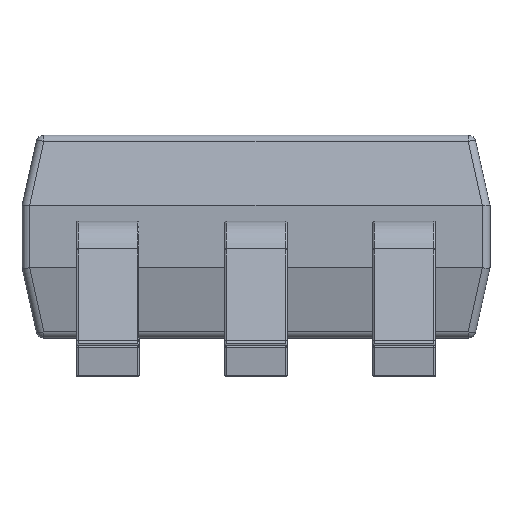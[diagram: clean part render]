
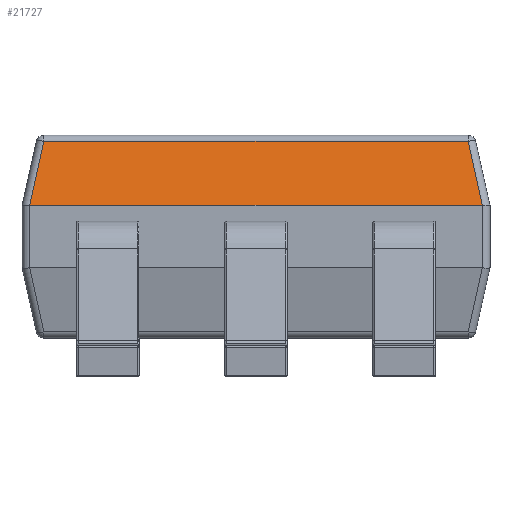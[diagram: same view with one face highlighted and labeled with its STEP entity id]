
A CAD part, left-side view. The second image highlights one B-rep face of the part: STEP entity #21727.
In plain terms, the highlighted planar face has unit normal (-0.976, 0, 0.217).
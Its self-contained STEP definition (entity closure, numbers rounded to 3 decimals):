
#94 = ORIENTED_EDGE ( 'NONE', *, *, #16349, .T. ) ;
#1321 = CARTESIAN_POINT ( 'NONE',  ( -0.8, -1.451, 0.95 ) ) ;
#3524 = VERTEX_POINT ( 'NONE', #13465 ) ;
#4627 = CARTESIAN_POINT ( 'NONE',  ( -0.8, -1.45, 0.95 ) ) ;
#5607 = VERTEX_POINT ( 'NONE', #23768 ) ;
#6125 = LINE ( 'NONE', #9047, #11558 ) ;
#6567 = CARTESIAN_POINT ( 'NONE',  ( -0.8, 1.45, 0.95 ) ) ;
#6804 = EDGE_CURVE ( 'NONE', #27959, #24801, #10622, .T. ) ;
#6839 = VECTOR ( 'NONE', #33465, 1000. ) ;
#7176 = EDGE_LOOP ( 'NONE', ( #15519, #19637, #25353, #19702, #32231, #94 ) ) ;
#8106 = EDGE_CURVE ( 'NONE', #10117, #5607, #31281, .T. ) ;
#8273 = CARTESIAN_POINT ( 'NONE',  ( -0.7, 0., 1.4 ) ) ;
#9047 = CARTESIAN_POINT ( 'NONE',  ( -0.709, 0., 1.361 ) ) ;
#10042 = VECTOR ( 'NONE', #12752, 1000. ) ;
#10117 = VERTEX_POINT ( 'NONE', #28320 ) ;
#10122 = VECTOR ( 'NONE', #23690, 1000. ) ;
#10356 = FACE_OUTER_BOUND ( 'NONE', #7176, .T. ) ;
#10622 = LINE ( 'NONE', #23868, #10122 ) ;
#11558 = VECTOR ( 'NONE', #30540, 1000. ) ;
#12053 =( BOUNDED_CURVE ( )  B_SPLINE_CURVE ( 3, ( #4627, #31130, #1321, #15185 ),
 .UNSPECIFIED., .F., .F. ) 
 B_SPLINE_CURVE_WITH_KNOTS ( ( 4, 4 ),
 ( 0., 0.024 ),
 .UNSPECIFIED. ) 
 CURVE ( )  GEOMETRIC_REPRESENTATION_ITEM ( )  RATIONAL_B_SPLINE_CURVE ( ( 1., 1., 1., 1. ) ) 
 REPRESENTATION_ITEM ( '' )  );
#12311 = CARTESIAN_POINT ( 'NONE',  ( -0.8, -1.45, 0.95 ) ) ;
#12348 = CARTESIAN_POINT ( 'NONE',  ( -0.639, 1.29, 1.673 ) ) ;
#12567 = CARTESIAN_POINT ( 'NONE',  ( -0.639, -1.29, 1.673 ) ) ;
#12752 = DIRECTION ( 'NONE',  ( 0.212, 0.212, 0.954 ) ) ;
#13428 = EDGE_CURVE ( 'NONE', #27959, #10117, #12053, .T. ) ;
#13465 = CARTESIAN_POINT ( 'NONE',  ( -0.709, 1.36, 1.361 ) ) ;
#15185 = CARTESIAN_POINT ( 'NONE',  ( -0.8, -1.451, 0.95 ) ) ;
#15519 = ORIENTED_EDGE ( 'NONE', *, *, #26956, .T. ) ;
#16314 = CARTESIAN_POINT ( 'NONE',  ( -0.8, 1.451, 0.95 ) ) ;
#16349 = EDGE_CURVE ( 'NONE', #5607, #3524, #6125, .T. ) ;
#18366 = DIRECTION ( 'NONE',  ( 0., 1., 0. ) ) ;
#18495 = EDGE_CURVE ( 'NONE', #32703, #24801, #31098, .T. ) ;
#19637 = ORIENTED_EDGE ( 'NONE', *, *, #18495, .T. ) ;
#19702 = ORIENTED_EDGE ( 'NONE', *, *, #13428, .T. ) ;
#20997 = PLANE ( 'NONE',  #22550 ) ;
#21727 = ADVANCED_FACE ( 'NONE', ( #10356 ), #20997, .T. ) ;
#22041 = CARTESIAN_POINT ( 'NONE',  ( -0.8, 1.451, 0.95 ) ) ;
#22550 = AXIS2_PLACEMENT_3D ( 'NONE', #8273, #24110, #18366 ) ;
#23690 = DIRECTION ( 'NONE',  ( 0., 1., 0. ) ) ;
#23768 = CARTESIAN_POINT ( 'NONE',  ( -0.709, -1.36, 1.361 ) ) ;
#23868 = CARTESIAN_POINT ( 'NONE',  ( -0.8, 1.5, 0.95 ) ) ;
#24110 = DIRECTION ( 'NONE',  ( -0.976, 0., 0.217 ) ) ;
#24801 = VERTEX_POINT ( 'NONE', #25255 ) ;
#24982 = CARTESIAN_POINT ( 'NONE',  ( -0.8, 1.45, 0.95 ) ) ;
#25255 = CARTESIAN_POINT ( 'NONE',  ( -0.8, 1.45, 0.95 ) ) ;
#25353 = ORIENTED_EDGE ( 'NONE', *, *, #6804, .F. ) ;
#26095 = LINE ( 'NONE', #12348, #6839 ) ;
#26956 = EDGE_CURVE ( 'NONE', #3524, #32703, #26095, .T. ) ;
#27959 = VERTEX_POINT ( 'NONE', #12311 ) ;
#28320 = CARTESIAN_POINT ( 'NONE',  ( -0.8, -1.451, 0.95 ) ) ;
#30540 = DIRECTION ( 'NONE',  ( 0., 1., 0. ) ) ;
#31098 =( BOUNDED_CURVE ( )  B_SPLINE_CURVE ( 3, ( #32540, #22041, #24982, #6567 ),
 .UNSPECIFIED., .F., .F. ) 
 B_SPLINE_CURVE_WITH_KNOTS ( ( 4, 4 ),
 ( 6.26, 6.283 ),
 .UNSPECIFIED. ) 
 CURVE ( )  GEOMETRIC_REPRESENTATION_ITEM ( )  RATIONAL_B_SPLINE_CURVE ( ( 1., 1., 1., 1. ) ) 
 REPRESENTATION_ITEM ( '' )  );
#31130 = CARTESIAN_POINT ( 'NONE',  ( -0.8, -1.45, 0.95 ) ) ;
#31281 = LINE ( 'NONE', #12567, #10042 ) ;
#32231 = ORIENTED_EDGE ( 'NONE', *, *, #8106, .T. ) ;
#32540 = CARTESIAN_POINT ( 'NONE',  ( -0.8, 1.451, 0.95 ) ) ;
#32703 = VERTEX_POINT ( 'NONE', #16314 ) ;
#33465 = DIRECTION ( 'NONE',  ( -0.212, 0.212, -0.954 ) ) ;
